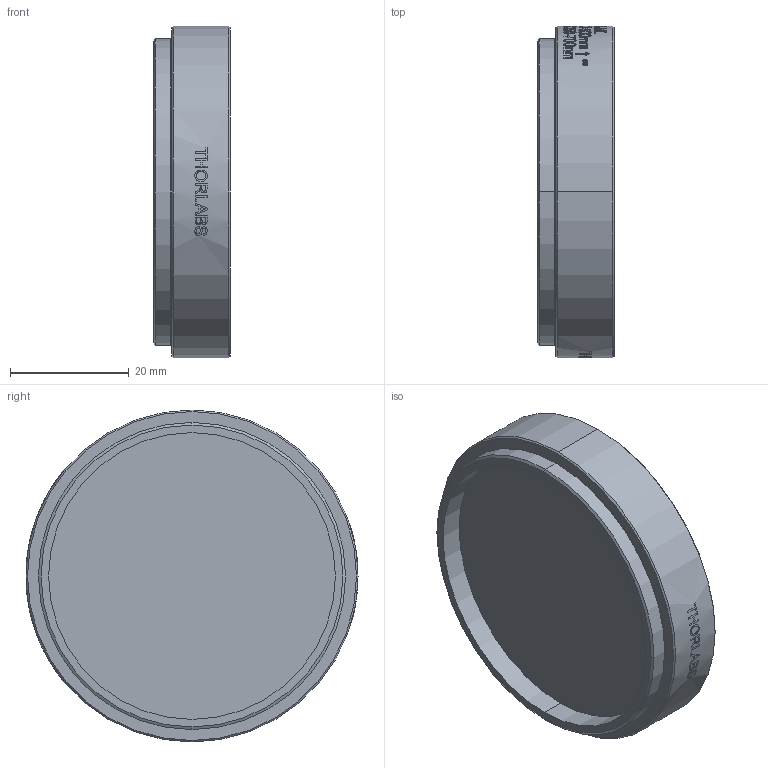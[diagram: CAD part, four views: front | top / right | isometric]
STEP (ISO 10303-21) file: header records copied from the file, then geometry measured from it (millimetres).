
FILE_DESCRIPTION (( 'STEP AP203' ), '1' );
FILE_NAME ('TTN039561-E0W.STEP', '2015-11-13T20:50:50', ( 'admin' ), ( '' ), 'SwSTEP 2.0', 'SolidWorks 2014', '' );
FILE_SCHEMA (( 'CONFIG_CONTROL_DESIGN' ));
Length unit declared in the file: inch
Products named in the file (1): TTN039561-E0W
Bounding box: 12.95 x 55.88 x 55.88 mm (x, y, z)
Volume: 12471.1 mm3; surface area: 11353.1 mm2
Topology: 3 solids, 3 shells, 144 faces, 828 edges, 783 vertices
Faces by surface type: cylinder 108, cone 18, plane 16, sphere 2
Entity records: 15874 total; most frequent: CARTESIAN_POINT 9431, ORIENTED_EDGE 1656, DIRECTION 936, EDGE_CURVE 828, VERTEX_POINT 783, B_SPLINE_CURVE_WITH_KNOTS 418, AXIS2_PLACEMENT_3D 381, EDGE_LOOP 241
